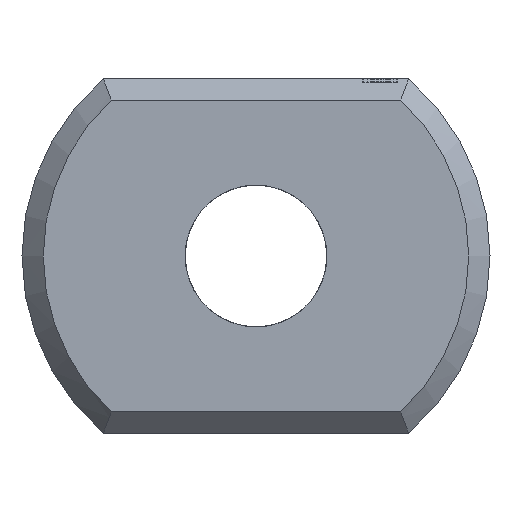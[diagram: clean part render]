
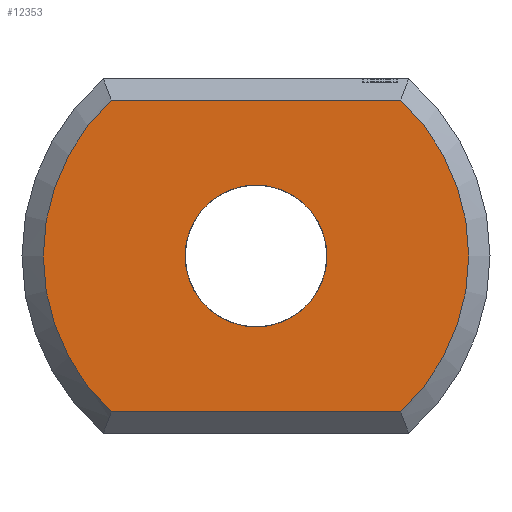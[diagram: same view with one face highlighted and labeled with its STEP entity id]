
A CAD part, left-side view. The second image highlights one B-rep face of the part: STEP entity #12353.
In plain terms, the highlighted planar face has unit normal (-1, 0, 0).
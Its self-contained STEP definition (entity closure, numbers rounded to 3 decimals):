
#298 = PLANE('',#299);
#299 = AXIS2_PLACEMENT_3D('',#300,#301,#302);
#300 = CARTESIAN_POINT('',(0.15,-2.154,-2.35));
#301 = DIRECTION('',(-0.707,0.,-0.707));
#302 = DIRECTION('',(0.,-1.,0.));
#725 = CONICAL_SURFACE('',#726,3.3,0.785);
#726 = AXIS2_PLACEMENT_3D('',#727,#728,#729);
#727 = CARTESIAN_POINT('',(0.3,0.,0.));
#728 = DIRECTION('',(1.,0.,0.));
#729 = DIRECTION('',(0.,0.653,-0.758));
#872 = CONICAL_SURFACE('',#873,3.3,0.785);
#873 = AXIS2_PLACEMENT_3D('',#874,#875,#876);
#874 = CARTESIAN_POINT('',(0.3,0.,0.));
#875 = DIRECTION('',(1.,0.,0.));
#876 = DIRECTION('',(0.,-0.653,0.758));
#909 = VERTEX_POINT('',#910);
#910 = CARTESIAN_POINT('',(0.,-2.04,-2.2));
#937 = VERTEX_POINT('',#938);
#938 = CARTESIAN_POINT('',(0.,2.04,-2.2));
#963 = EDGE_CURVE('',#909,#937,#964,.T.);
#964 = SURFACE_CURVE('',#965,(#969,#976),.PCURVE_S1.);
#965 = LINE('',#966,#967);
#966 = CARTESIAN_POINT('',(0.,-2.154,-2.2));
#967 = VECTOR('',#968,1.);
#968 = DIRECTION('',(0.,1.,0.));
#969 = PCURVE('',#298,#970);
#970 = DEFINITIONAL_REPRESENTATION('',(#971),#975);
#971 = LINE('',#972,#973);
#972 = CARTESIAN_POINT('',(0.,0.212));
#973 = VECTOR('',#974,1.);
#974 = DIRECTION('',(-1.,0.));
#975 = ( GEOMETRIC_REPRESENTATION_CONTEXT(2) 
PARAMETRIC_REPRESENTATION_CONTEXT() REPRESENTATION_CONTEXT('2D SPACE',''
  ) );
#976 = PCURVE('',#977,#982);
#977 = PLANE('',#978);
#978 = AXIS2_PLACEMENT_3D('',#979,#980,#981);
#979 = CARTESIAN_POINT('',(0.,0.,
    0.));
#980 = DIRECTION('',(1.,0.,0.));
#981 = DIRECTION('',(0.,0.,1.));
#982 = DEFINITIONAL_REPRESENTATION('',(#983),#987);
#983 = LINE('',#984,#985);
#984 = CARTESIAN_POINT('',(-2.2,2.154));
#985 = VECTOR('',#986,1.);
#986 = DIRECTION('',(0.,-1.));
#987 = ( GEOMETRIC_REPRESENTATION_CONTEXT(2) 
PARAMETRIC_REPRESENTATION_CONTEXT() REPRESENTATION_CONTEXT('2D SPACE',''
  ) );
#1763 = PLANE('',#1764);
#1764 = AXIS2_PLACEMENT_3D('',#1765,#1766,#1767);
#1765 = CARTESIAN_POINT('',(0.15,-2.154,2.35));
#1766 = DIRECTION('',(0.707,0.,-0.707
    ));
#1767 = DIRECTION('',(0.,-1.,0.));
#12140 = VERTEX_POINT('',#12141);
#12141 = CARTESIAN_POINT('',(0.,2.04,2.2));
#12166 = EDGE_CURVE('',#937,#12140,#12167,.T.);
#12167 = SURFACE_CURVE('',#12168,(#12173,#12180),.PCURVE_S1.);
#12168 = CIRCLE('',#12169,3.);
#12169 = AXIS2_PLACEMENT_3D('',#12170,#12171,#12172);
#12170 = CARTESIAN_POINT('',(0.,0.,
    0.));
#12171 = DIRECTION('',(1.,0.,0.));
#12172 = DIRECTION('',(0.,0.653,-0.758)
  );
#12173 = PCURVE('',#725,#12174);
#12174 = DEFINITIONAL_REPRESENTATION('',(#12175),#12179);
#12175 = LINE('',#12176,#12177);
#12176 = CARTESIAN_POINT('',(0.,-0.3));
#12177 = VECTOR('',#12178,1.);
#12178 = DIRECTION('',(1.,-0.));
#12179 = ( GEOMETRIC_REPRESENTATION_CONTEXT(2) 
PARAMETRIC_REPRESENTATION_CONTEXT() REPRESENTATION_CONTEXT('2D SPACE',''
  ) );
#12180 = PCURVE('',#977,#12181);
#12181 = DEFINITIONAL_REPRESENTATION('',(#12182),#12186);
#12182 = CIRCLE('',#12183,3.);
#12183 = AXIS2_PLACEMENT_2D('',#12184,#12185);
#12184 = CARTESIAN_POINT('',(0.,0.));
#12185 = DIRECTION('',(-0.758,-0.653));
#12186 = ( GEOMETRIC_REPRESENTATION_CONTEXT(2) 
PARAMETRIC_REPRESENTATION_CONTEXT() REPRESENTATION_CONTEXT('2D SPACE',''
  ) );
#12304 = VERTEX_POINT('',#12305);
#12305 = CARTESIAN_POINT('',(0.,-2.04,2.2));
#12332 = EDGE_CURVE('',#12304,#909,#12333,.T.);
#12333 = SURFACE_CURVE('',#12334,(#12339,#12346),.PCURVE_S1.);
#12334 = CIRCLE('',#12335,3.);
#12335 = AXIS2_PLACEMENT_3D('',#12336,#12337,#12338);
#12336 = CARTESIAN_POINT('',(0.,0.,
    0.));
#12337 = DIRECTION('',(1.,0.,0.));
#12338 = DIRECTION('',(0.,-0.653,0.758)
  );
#12339 = PCURVE('',#872,#12340);
#12340 = DEFINITIONAL_REPRESENTATION('',(#12341),#12345);
#12341 = LINE('',#12342,#12343);
#12342 = CARTESIAN_POINT('',(0.,-0.3));
#12343 = VECTOR('',#12344,1.);
#12344 = DIRECTION('',(1.,-0.));
#12345 = ( GEOMETRIC_REPRESENTATION_CONTEXT(2) 
PARAMETRIC_REPRESENTATION_CONTEXT() REPRESENTATION_CONTEXT('2D SPACE',''
  ) );
#12346 = PCURVE('',#977,#12347);
#12347 = DEFINITIONAL_REPRESENTATION('',(#12348),#12352);
#12348 = CIRCLE('',#12349,3.);
#12349 = AXIS2_PLACEMENT_2D('',#12350,#12351);
#12350 = CARTESIAN_POINT('',(0.,0.));
#12351 = DIRECTION('',(0.758,0.653));
#12352 = ( GEOMETRIC_REPRESENTATION_CONTEXT(2) 
PARAMETRIC_REPRESENTATION_CONTEXT() REPRESENTATION_CONTEXT('2D SPACE',''
  ) );
#12353 = ADVANCED_FACE('',(#12354,#12380),#977,.F.);
#12354 = FACE_BOUND('',#12355,.F.);
#12355 = EDGE_LOOP('',(#12356,#12357,#12378,#12379));
#12356 = ORIENTED_EDGE('',*,*,#12166,.T.);
#12357 = ORIENTED_EDGE('',*,*,#12358,.F.);
#12358 = EDGE_CURVE('',#12304,#12140,#12359,.T.);
#12359 = SURFACE_CURVE('',#12360,(#12364,#12371),.PCURVE_S1.);
#12360 = LINE('',#12361,#12362);
#12361 = CARTESIAN_POINT('',(0.,-2.154,2.2));
#12362 = VECTOR('',#12363,1.);
#12363 = DIRECTION('',(0.,1.,0.));
#12364 = PCURVE('',#977,#12365);
#12365 = DEFINITIONAL_REPRESENTATION('',(#12366),#12370);
#12366 = LINE('',#12367,#12368);
#12367 = CARTESIAN_POINT('',(2.2,2.154));
#12368 = VECTOR('',#12369,1.);
#12369 = DIRECTION('',(0.,-1.));
#12370 = ( GEOMETRIC_REPRESENTATION_CONTEXT(2) 
PARAMETRIC_REPRESENTATION_CONTEXT() REPRESENTATION_CONTEXT('2D SPACE',''
  ) );
#12371 = PCURVE('',#1763,#12372);
#12372 = DEFINITIONAL_REPRESENTATION('',(#12373),#12377);
#12373 = LINE('',#12374,#12375);
#12374 = CARTESIAN_POINT('',(0.,0.212));
#12375 = VECTOR('',#12376,1.);
#12376 = DIRECTION('',(-1.,0.));
#12377 = ( GEOMETRIC_REPRESENTATION_CONTEXT(2) 
PARAMETRIC_REPRESENTATION_CONTEXT() REPRESENTATION_CONTEXT('2D SPACE',''
  ) );
#12378 = ORIENTED_EDGE('',*,*,#12332,.T.);
#12379 = ORIENTED_EDGE('',*,*,#963,.T.);
#12380 = FACE_BOUND('',#12381,.T.);
#12381 = EDGE_LOOP('',(#12382));
#12382 = ORIENTED_EDGE('',*,*,#12383,.T.);
#12383 = EDGE_CURVE('',#12384,#12384,#12386,.T.);
#12384 = VERTEX_POINT('',#12385);
#12385 = CARTESIAN_POINT('',(0.,1.,0.));
#12386 = SURFACE_CURVE('',#12387,(#12392,#12399),.PCURVE_S1.);
#12387 = CIRCLE('',#12388,1.);
#12388 = AXIS2_PLACEMENT_3D('',#12389,#12390,#12391);
#12389 = CARTESIAN_POINT('',(0.,0.,0.));
#12390 = DIRECTION('',(1.,0.,0.));
#12391 = DIRECTION('',(0.,1.,0.));
#12392 = PCURVE('',#977,#12393);
#12393 = DEFINITIONAL_REPRESENTATION('',(#12394),#12398);
#12394 = CIRCLE('',#12395,1.);
#12395 = AXIS2_PLACEMENT_2D('',#12396,#12397);
#12396 = CARTESIAN_POINT('',(0.,0.));
#12397 = DIRECTION('',(0.,-1.));
#12398 = ( GEOMETRIC_REPRESENTATION_CONTEXT(2) 
PARAMETRIC_REPRESENTATION_CONTEXT() REPRESENTATION_CONTEXT('2D SPACE',''
  ) );
#12399 = PCURVE('',#12400,#12405);
#12400 = CYLINDRICAL_SURFACE('',#12401,1.);
#12401 = AXIS2_PLACEMENT_3D('',#12402,#12403,#12404);
#12402 = CARTESIAN_POINT('',(0.,0.,0.));
#12403 = DIRECTION('',(-1.,0.,0.));
#12404 = DIRECTION('',(0.,1.,0.));
#12405 = DEFINITIONAL_REPRESENTATION('',(#12406),#12410);
#12406 = LINE('',#12407,#12408);
#12407 = CARTESIAN_POINT('',(-0.,0.));
#12408 = VECTOR('',#12409,1.);
#12409 = DIRECTION('',(-1.,0.));
#12410 = ( GEOMETRIC_REPRESENTATION_CONTEXT(2) 
PARAMETRIC_REPRESENTATION_CONTEXT() REPRESENTATION_CONTEXT('2D SPACE',''
  ) );
